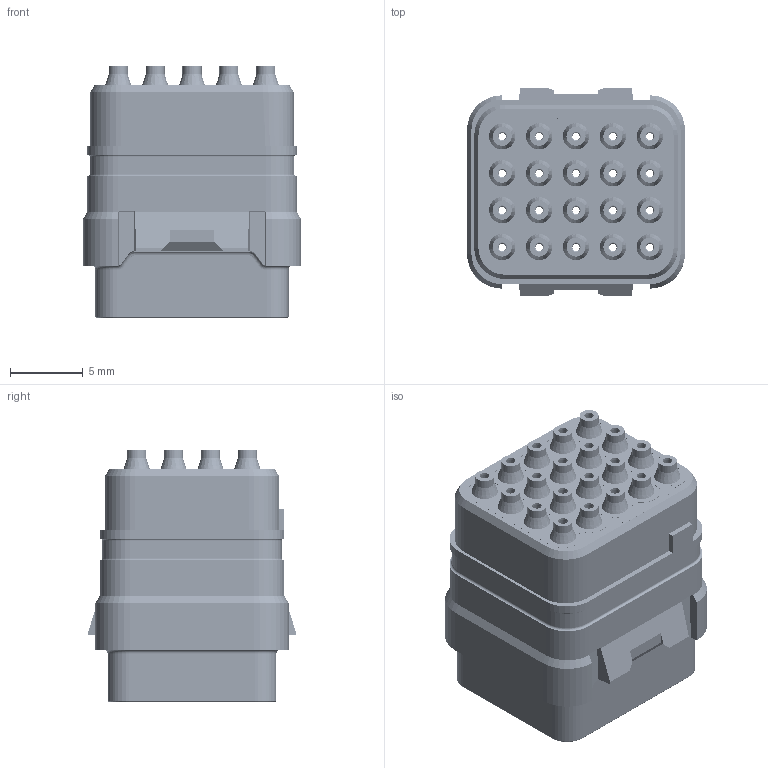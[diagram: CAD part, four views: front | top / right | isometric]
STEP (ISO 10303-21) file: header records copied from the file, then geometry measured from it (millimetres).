
FILE_DESCRIPTION((''),'2;1');
FILE_NAME('SIMMZ2022PN','2019-12-11T',('presta_be4'),(''),'CREO PARAMETRIC BY PTC INC, 2018360','CREO PARAMETRIC BY PTC INC, 2018360','');
FILE_SCHEMA(('CONFIG_CONTROL_DESIGN'));
Products named in the file (1): SIMMZ2022PN
Bounding box: 15 x 14.3 x 17.34 mm (x, y, z)
Volume: 1687.1 mm3; surface area: 3519.8 mm2
Topology: 1 solids, 1 shells, 6056 faces, 14397 edges, 8425 vertices
Faces by surface type: plane 2027, bspline 1084, cylinder 995, torus 980, cone 940, sphere 30
Entity records: 197108 total; most frequent: CARTESIAN_POINT 65770, ORIENTED_EDGE 28734, DIRECTION 24670, EDGE_CURVE 14367, AXIS2_PLACEMENT_3D 8865, VERTEX_POINT 8425, VECTOR 6940, LINE 6940
